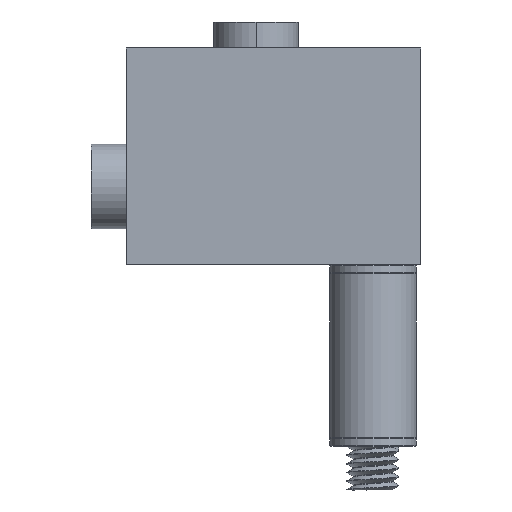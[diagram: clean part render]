
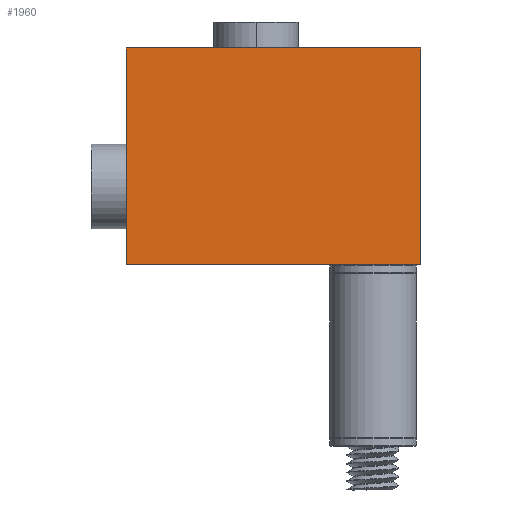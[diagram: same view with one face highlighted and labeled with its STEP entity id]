
A CAD part, left-side view. The second image highlights one B-rep face of the part: STEP entity #1960.
In plain terms, the highlighted planar face has unit normal (-1, 0, 0).
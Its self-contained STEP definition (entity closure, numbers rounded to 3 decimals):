
#19 = CARTESIAN_POINT ( 'NONE',  ( 0., 34., 25. ) ) ;
#232 = LINE ( 'NONE', #3291, #2030 ) ;
#414 = VERTEX_POINT ( 'NONE', #1748 ) ;
#419 = DIRECTION ( 'NONE',  ( 0., 0., -1. ) ) ;
#427 = FACE_OUTER_BOUND ( 'NONE', #1342, .T. ) ;
#580 = PLANE ( 'NONE',  #3257 ) ;
#581 = VERTEX_POINT ( 'NONE', #2743 ) ;
#662 = DIRECTION ( 'NONE',  ( 0., 0., -1. ) ) ;
#817 = ORIENTED_EDGE ( 'NONE', *, *, #864, .T. ) ;
#864 = EDGE_CURVE ( 'NONE', #581, #414, #232, .T. ) ;
#955 = DIRECTION ( 'NONE',  ( 0., 0., -1. ) ) ;
#1168 = VECTOR ( 'NONE', #419, 1000. ) ;
#1342 = EDGE_LOOP ( 'NONE', ( #817, #2353, #2198, #2292 ) ) ;
#1553 = EDGE_CURVE ( 'NONE', #4249, #414, #3027, .T. ) ;
#1596 = VERTEX_POINT ( 'NONE', #3865 ) ;
#1706 = CARTESIAN_POINT ( 'NONE',  ( 0., 0., 25. ) ) ;
#1748 = CARTESIAN_POINT ( 'NONE',  ( 0., 0., 0. ) ) ;
#1960 = ADVANCED_FACE ( 'NONE', ( #427 ), #580, .F. ) ;
#1980 = EDGE_CURVE ( 'NONE', #1596, #4249, #3275, .T. ) ;
#2007 = CARTESIAN_POINT ( 'NONE',  ( 0., 0., 25. ) ) ;
#2030 = VECTOR ( 'NONE', #3648, 1000. ) ;
#2085 = VECTOR ( 'NONE', #662, 1000. ) ;
#2100 = VECTOR ( 'NONE', #3454, 1000. ) ;
#2101 = LINE ( 'NONE', #19, #1168 ) ;
#2198 = ORIENTED_EDGE ( 'NONE', *, *, #1980, .F. ) ;
#2292 = ORIENTED_EDGE ( 'NONE', *, *, #3917, .T. ) ;
#2353 = ORIENTED_EDGE ( 'NONE', *, *, #1553, .F. ) ;
#2373 = CARTESIAN_POINT ( 'NONE',  ( 0., 0., 25. ) ) ;
#2743 = CARTESIAN_POINT ( 'NONE',  ( 0., 34., 0. ) ) ;
#3027 = LINE ( 'NONE', #1706, #2085 ) ;
#3072 = DIRECTION ( 'NONE',  ( 1., 0., 0. ) ) ;
#3145 = CARTESIAN_POINT ( 'NONE',  ( 0., 0., 25. ) ) ;
#3257 = AXIS2_PLACEMENT_3D ( 'NONE', #2007, #3072, #955 ) ;
#3275 = LINE ( 'NONE', #2373, #2100 ) ;
#3291 = CARTESIAN_POINT ( 'NONE',  ( 0., 0., 0. ) ) ;
#3454 = DIRECTION ( 'NONE',  ( 0., -1., 0. ) ) ;
#3648 = DIRECTION ( 'NONE',  ( 0., -1., 0. ) ) ;
#3865 = CARTESIAN_POINT ( 'NONE',  ( 0., 34., 25. ) ) ;
#3917 = EDGE_CURVE ( 'NONE', #1596, #581, #2101, .T. ) ;
#4249 = VERTEX_POINT ( 'NONE', #3145 ) ;
